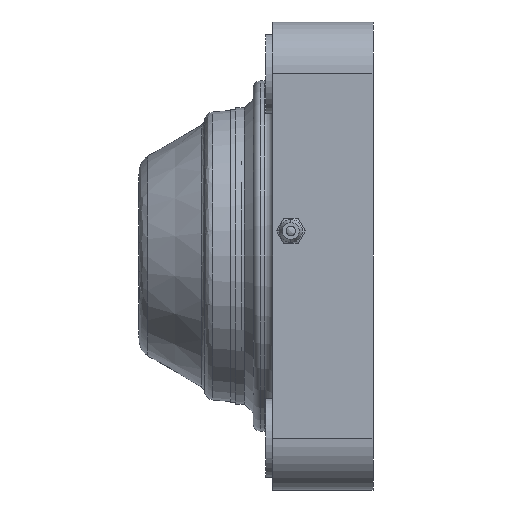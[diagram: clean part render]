
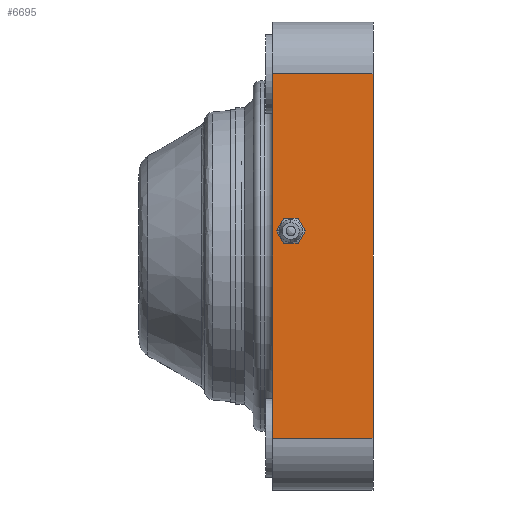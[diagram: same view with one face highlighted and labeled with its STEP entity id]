
A CAD part, left-side view. The second image highlights one B-rep face of the part: STEP entity #6695.
In plain terms, the highlighted planar face has unit normal (-1, 0, 0).
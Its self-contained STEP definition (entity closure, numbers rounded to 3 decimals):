
#54 = VERTEX_POINT ( 'NONE', #6590 ) ;
#492 = ORIENTED_EDGE ( 'NONE', *, *, #6333, .T. ) ;
#546 = CARTESIAN_POINT ( 'NONE',  ( -65.5, 0., -51. ) ) ;
#604 = ORIENTED_EDGE ( 'NONE', *, *, #5516, .F. ) ;
#683 = AXIS2_PLACEMENT_3D ( 'NONE', #7144, #7760, #3603 ) ;
#1151 = DIRECTION ( 'NONE',  ( 0., 0., 1. ) ) ;
#1223 = LINE ( 'NONE', #7174, #7713 ) ;
#1307 = CARTESIAN_POINT ( 'NONE',  ( -65.5, -28., -51. ) ) ;
#2417 = CARTESIAN_POINT ( 'NONE',  ( -65.5, -28., 51. ) ) ;
#3441 = ORIENTED_EDGE ( 'NONE', *, *, #6469, .F. ) ;
#3603 = DIRECTION ( 'NONE',  ( 0., 0., 1. ) ) ;
#3960 = ORIENTED_EDGE ( 'NONE', *, *, #4110, .T. ) ;
#3981 = LINE ( 'NONE', #546, #8249 ) ;
#4110 = EDGE_CURVE ( 'NONE', #4508, #54, #1223, .T. ) ;
#4293 = CARTESIAN_POINT ( 'NONE',  ( -65.5, -28., -51. ) ) ;
#4332 = VECTOR ( 'NONE', #1151, 1000. ) ;
#4465 = FACE_OUTER_BOUND ( 'NONE', #5985, .T. ) ;
#4508 = VERTEX_POINT ( 'NONE', #2417 ) ;
#4584 = LINE ( 'NONE', #7268, #4332 ) ;
#4713 = VECTOR ( 'NONE', #6206, 1000. ) ;
#5516 = EDGE_CURVE ( 'NONE', #5673, #54, #3981, .T. ) ;
#5673 = VERTEX_POINT ( 'NONE', #7909 ) ;
#5985 = EDGE_LOOP ( 'NONE', ( #604, #3441, #492, #3960 ) ) ;
#6169 = LINE ( 'NONE', #4293, #4713 ) ;
#6206 = DIRECTION ( 'NONE',  ( 0., 1., 0. ) ) ;
#6333 = EDGE_CURVE ( 'NONE', #8413, #4508, #4584, .T. ) ;
#6469 = EDGE_CURVE ( 'NONE', #8413, #5673, #6169, .T. ) ;
#6531 = DIRECTION ( 'NONE',  ( 0., 0., 1. ) ) ;
#6590 = CARTESIAN_POINT ( 'NONE',  ( -65.5, 0., 51. ) ) ;
#6695 = ADVANCED_FACE ( 'NONE', ( #4465 ), #8423, .T. ) ;
#7144 = CARTESIAN_POINT ( 'NONE',  ( -65.5, -28., -51. ) ) ;
#7174 = CARTESIAN_POINT ( 'NONE',  ( -65.5, -28., 51. ) ) ;
#7217 = DIRECTION ( 'NONE',  ( 0., 1., 0. ) ) ;
#7268 = CARTESIAN_POINT ( 'NONE',  ( -65.5, -28., -51. ) ) ;
#7713 = VECTOR ( 'NONE', #7217, 1000. ) ;
#7760 = DIRECTION ( 'NONE',  ( -1., 0., 0. ) ) ;
#7909 = CARTESIAN_POINT ( 'NONE',  ( -65.5, 0., -51. ) ) ;
#8249 = VECTOR ( 'NONE', #6531, 1000. ) ;
#8413 = VERTEX_POINT ( 'NONE', #1307 ) ;
#8423 = PLANE ( 'NONE',  #683 ) ;
